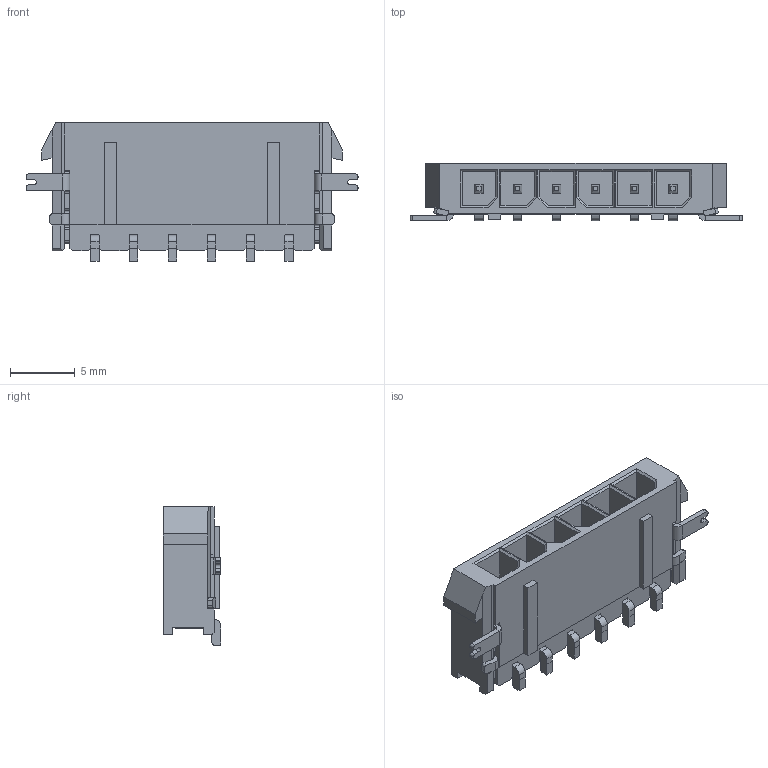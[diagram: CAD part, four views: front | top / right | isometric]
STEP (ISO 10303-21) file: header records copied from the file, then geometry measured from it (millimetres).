
FILE_DESCRIPTION((''),'2;1');
FILE_NAME('PRT0001','2018-08-09T',('d33379'),(''),'CREO PARAMETRIC BY PTC INC, 2014500','CREO PARAMETRIC BY PTC INC, 2014500','');
FILE_SCHEMA(('CONFIG_CONTROL_DESIGN'));
Length unit declared in the file: millimetre
Products named in the file (1): PRT0001
Bounding box: 25.66 x 4.43 x 10.7 mm (x, y, z)
Volume: 535.8 mm3; surface area: 1371.2 mm2
Topology: 1 solids, 1 shells, 762 faces, 2165 edges, 1405 vertices
Faces by surface type: plane 664, cylinder 98
Entity records: 24341 total; most frequent: CARTESIAN_POINT 4344, ORIENTED_EDGE 4330, DIRECTION 3891, EDGE_CURVE 2165, VECTOR 1955, LINE 1955, VERTEX_POINT 1405, AXIS2_PLACEMENT_3D 968
